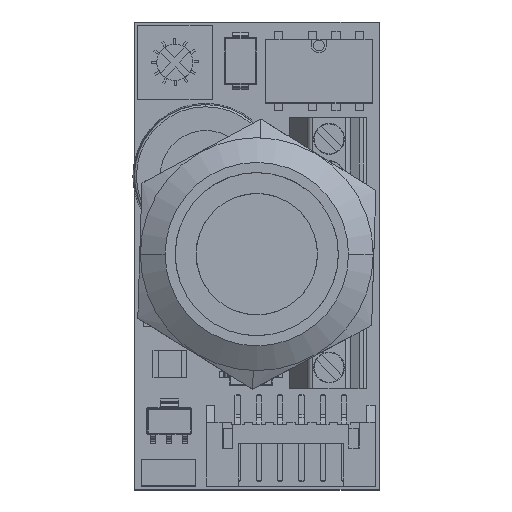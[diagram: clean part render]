
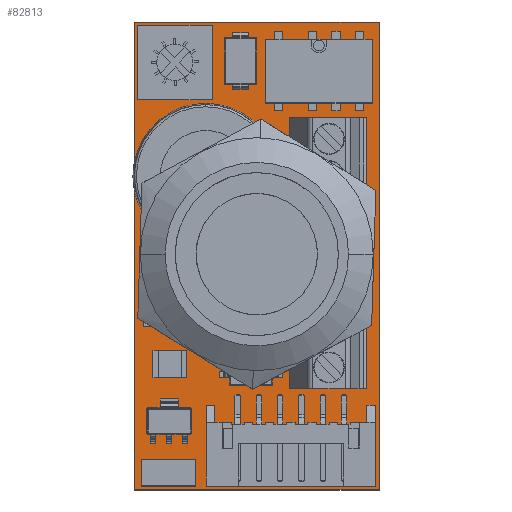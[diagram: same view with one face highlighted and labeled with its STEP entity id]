
A CAD part, top view. The second image highlights one B-rep face of the part: STEP entity #82813.
In plain terms, the highlighted face is planar.
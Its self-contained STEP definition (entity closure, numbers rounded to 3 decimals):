
#2178 = ORIENTED_EDGE ( 'NONE', *, *, #25098, .T. ) ;
#3207 = CARTESIAN_POINT ( 'NONE',  ( 0., 1.6, 0. ) ) ;
#4117 = PLANE ( 'NONE',  #76612 ) ;
#4284 = EDGE_CURVE ( 'NONE', #75348, #55309, #64701, .T. ) ;
#8492 = DIRECTION ( 'NONE',  ( 1., 0., 0. ) ) ;
#9847 = CARTESIAN_POINT ( 'NONE',  ( -11.5, 1.6, 22. ) ) ;
#10030 = ORIENTED_EDGE ( 'NONE', *, *, #67677, .T. ) ;
#12216 = EDGE_LOOP ( 'NONE', ( #58549, #84529, #2178, #10030 ) ) ;
#13486 = LINE ( 'NONE', #62385, #34634 ) ;
#14490 = CARTESIAN_POINT ( 'NONE',  ( -11.5, 1.6, -22. ) ) ;
#15894 = CARTESIAN_POINT ( 'NONE',  ( 11.5, 1.6, 22. ) ) ;
#16446 = VECTOR ( 'NONE', #53950, 1000. ) ;
#17500 = DIRECTION ( 'NONE',  ( 0., 1., 0. ) ) ;
#22428 = VECTOR ( 'NONE', #36942, 1000. ) ;
#25098 = EDGE_CURVE ( 'NONE', #55309, #80671, #65042, .T. ) ;
#34634 = VECTOR ( 'NONE', #90511, 1000. ) ;
#36942 = DIRECTION ( 'NONE',  ( 0., 0., -1. ) ) ;
#38121 = EDGE_CURVE ( 'NONE', #85078, #75348, #13486, .T. ) ;
#39205 = LINE ( 'NONE', #53060, #16446 ) ;
#42737 = CARTESIAN_POINT ( 'NONE',  ( 11.5, 1.6, -22. ) ) ;
#42774 = CARTESIAN_POINT ( 'NONE',  ( 11.5, 1.6, 22. ) ) ;
#45617 = DIRECTION ( 'NONE',  ( 0., 0., 1. ) ) ;
#52095 = FACE_OUTER_BOUND ( 'NONE', #12216, .T. ) ;
#53060 = CARTESIAN_POINT ( 'NONE',  ( 11.5, 1.6, -22. ) ) ;
#53950 = DIRECTION ( 'NONE',  ( -1., 0., 0. ) ) ;
#55309 = VERTEX_POINT ( 'NONE', #42774 ) ;
#58549 = ORIENTED_EDGE ( 'NONE', *, *, #38121, .T. ) ;
#62385 = CARTESIAN_POINT ( 'NONE',  ( -11.5, 1.6, 22. ) ) ;
#64701 = LINE ( 'NONE', #15894, #72127 ) ;
#65042 = LINE ( 'NONE', #86310, #22428 ) ;
#67677 = EDGE_CURVE ( 'NONE', #80671, #85078, #39205, .T. ) ;
#72127 = VECTOR ( 'NONE', #8492, 1000. ) ;
#75348 = VERTEX_POINT ( 'NONE', #9847 ) ;
#76612 = AXIS2_PLACEMENT_3D ( 'NONE', #3207, #17500, #45617 ) ;
#80671 = VERTEX_POINT ( 'NONE', #42737 ) ;
#82813 = ADVANCED_FACE ( 'NONE', ( #52095 ), #4117, .T. ) ;
#84529 = ORIENTED_EDGE ( 'NONE', *, *, #4284, .T. ) ;
#85078 = VERTEX_POINT ( 'NONE', #14490 ) ;
#86310 = CARTESIAN_POINT ( 'NONE',  ( 11.5, 1.6, 22. ) ) ;
#90511 = DIRECTION ( 'NONE',  ( 0., 0., 1. ) ) ;
